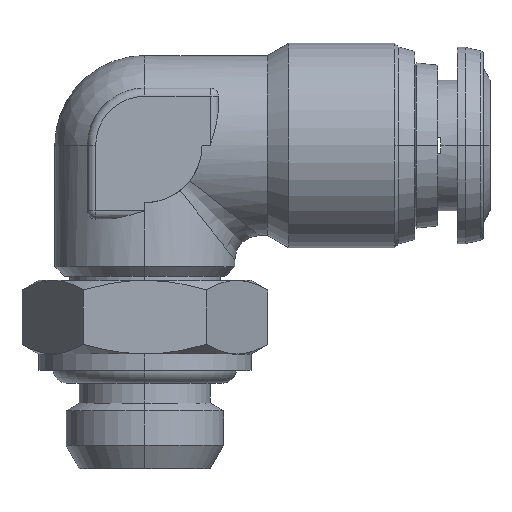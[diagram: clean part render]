
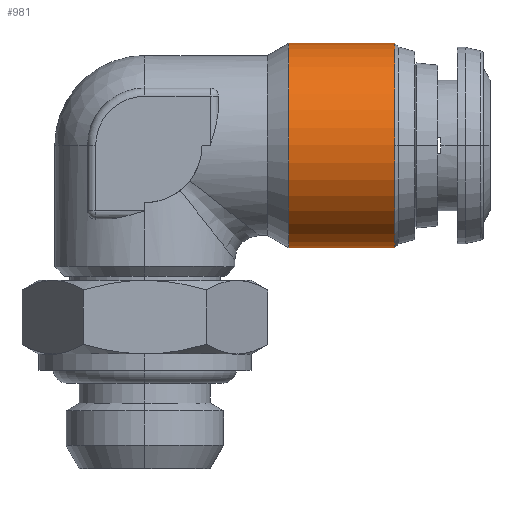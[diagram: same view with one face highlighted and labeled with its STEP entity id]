
A CAD part, top view. The second image highlights one B-rep face of the part: STEP entity #981.
In plain terms, the highlighted cylindrical face has radius 6.25 mm (diameter 12.5 mm), a partial arc.
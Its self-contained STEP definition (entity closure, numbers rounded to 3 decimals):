
#563 = FACE_OUTER_BOUND ( 'NONE', #1714, .T. ) ;
#571 = CYLINDRICAL_SURFACE ( 'NONE', #2459, 6.25 ) ;
#981 = ADVANCED_FACE ( 'NONE', ( #563 ), #571, .T. ) ;
#1114 = VERTEX_POINT ( 'NONE', #4679 ) ;
#1119 = VERTEX_POINT ( 'NONE', #4684 ) ;
#1120 = VERTEX_POINT ( 'NONE', #4685 ) ;
#1128 = VERTEX_POINT ( 'NONE', #4693 ) ;
#1133 = VERTEX_POINT ( 'NONE', #4698 ) ;
#1601 = CARTESIAN_POINT ( 'NONE',  ( 17.5, 17.5, 0. ) ) ;
#1602 = DIRECTION ( 'NONE',  ( 1., 0., 0. ) ) ;
#1610 = DIRECTION ( 'NONE',  ( 0., 1., 0. ) ) ;
#1714 = EDGE_LOOP ( 'NONE', ( #1801, #1804, #1803, #1798, #1809 ) ) ;
#1798 = ORIENTED_EDGE ( 'NONE', *, *, #3339, .T. ) ;
#1801 = ORIENTED_EDGE ( 'NONE', *, *, #3347, .T. ) ;
#1803 = ORIENTED_EDGE ( 'NONE', *, *, #3366, .T. ) ;
#1804 = ORIENTED_EDGE ( 'NONE', *, *, #3365, .T. ) ;
#1809 = ORIENTED_EDGE ( 'NONE', *, *, #3367, .F. ) ;
#2280 = AXIS2_PLACEMENT_3D ( 'NONE', #5359, #5360, #5361 ) ;
#2286 = AXIS2_PLACEMENT_3D ( 'NONE', #5382, #5383, #5384 ) ;
#2288 = AXIS2_PLACEMENT_3D ( 'NONE', #5460, #5461, #5462 ) ;
#2459 = AXIS2_PLACEMENT_3D ( 'NONE', #1601, #1602, #1610 ) ;
#3339 = EDGE_CURVE ( 'NONE', #1133, #1128, #3986, .T. ) ;
#3347 = EDGE_CURVE ( 'NONE', #1120, #1119, #3998, .T. ) ;
#3365 = EDGE_CURVE ( 'NONE', #1119, #1114, #4021, .T. ) ;
#3366 = EDGE_CURVE ( 'NONE', #1114, #1133, #4018, .T. ) ;
#3367 = EDGE_CURVE ( 'NONE', #1120, #1128, #4023, .T. ) ;
#3986 = CIRCLE ( 'NONE', #2280, 6.25 ) ;
#3998 = CIRCLE ( 'NONE', #2286, 6.25 ) ;
#4018 = CIRCLE ( 'NONE', #2288, 6.25 ) ;
#4021 = LINE ( 'NONE', #5457, #4022 ) ;
#4022 = VECTOR ( 'NONE', #5458, 1000. ) ;
#4023 = LINE ( 'NONE', #5448, #4025 ) ;
#4025 = VECTOR ( 'NONE', #5447, 1000. ) ;
#4679 = CARTESIAN_POINT ( 'NONE',  ( 15.268, 11.25, 0. ) ) ;
#4684 = CARTESIAN_POINT ( 'NONE',  ( 8.799, 11.25, 0. ) ) ;
#4685 = CARTESIAN_POINT ( 'NONE',  ( 8.799, 23.75, 0. ) ) ;
#4693 = CARTESIAN_POINT ( 'NONE',  ( 15.268, 23.75, 0. ) ) ;
#4698 = CARTESIAN_POINT ( 'NONE',  ( 15.268, 17.5, 6.25 ) ) ;
#5359 = CARTESIAN_POINT ( 'NONE',  ( 15.268, 17.5, 0. ) ) ;
#5360 = DIRECTION ( 'NONE',  ( -1., 0., 0. ) ) ;
#5361 = DIRECTION ( 'NONE',  ( 0., 0., 1. ) ) ;
#5382 = CARTESIAN_POINT ( 'NONE',  ( 8.799, 17.5, 0. ) ) ;
#5383 = DIRECTION ( 'NONE',  ( 1., 0., 0. ) ) ;
#5384 = DIRECTION ( 'NONE',  ( 0., 1., 0. ) ) ;
#5447 = DIRECTION ( 'NONE',  ( 1., 0., 0. ) ) ;
#5448 = CARTESIAN_POINT ( 'NONE',  ( 17.5, 23.75, 0. ) ) ;
#5457 = CARTESIAN_POINT ( 'NONE',  ( 17.5, 11.25, 0. ) ) ;
#5458 = DIRECTION ( 'NONE',  ( 1., 0., 0. ) ) ;
#5460 = CARTESIAN_POINT ( 'NONE',  ( 15.268, 17.5, 0. ) ) ;
#5461 = DIRECTION ( 'NONE',  ( -1., 0., 0. ) ) ;
#5462 = DIRECTION ( 'NONE',  ( 0., 0., 1. ) ) ;
